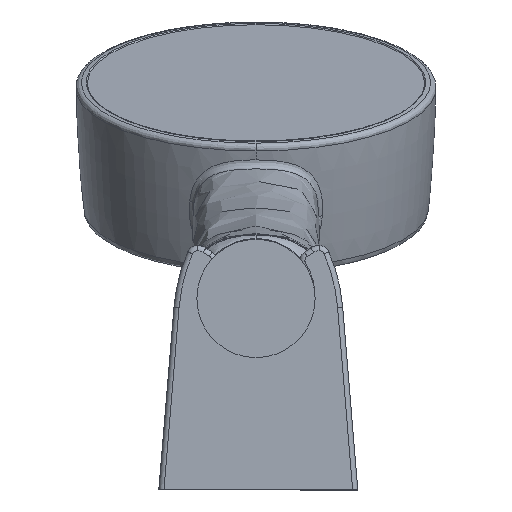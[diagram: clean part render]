
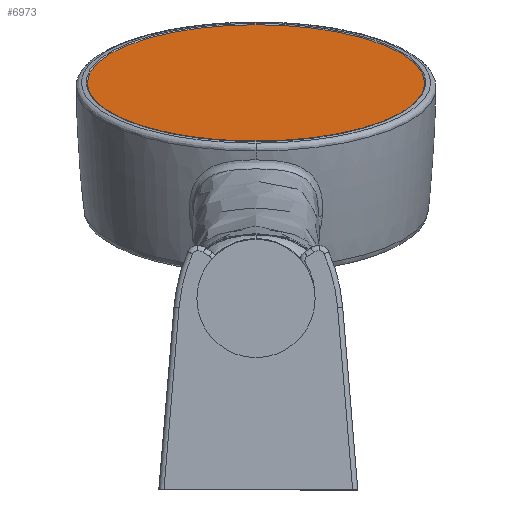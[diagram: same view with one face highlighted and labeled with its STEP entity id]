
A CAD part, front view. The second image highlights one B-rep face of the part: STEP entity #6973.
In plain terms, the highlighted planar face has unit normal (0, -0.346, 0.938).
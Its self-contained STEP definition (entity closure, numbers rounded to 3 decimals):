
#160 = CARTESIAN_POINT ( 'NONE',  ( -32.245, 196.007, 125.757 ) ) ;
#397 = AXIS2_PLACEMENT_3D ( 'NONE', #160, #6334, #9396 ) ;
#1062 = EDGE_CURVE ( 'NONE', #6640, #1570, #8854, .T. ) ;
#1570 = VERTEX_POINT ( 'NONE', #7568 ) ;
#3045 = DIRECTION ( 'NONE',  ( 0., -0.346, 0.938 ) ) ;
#4015 = CARTESIAN_POINT ( 'NONE',  ( -28.022, 130.816, 101.708 ) ) ;
#4122 = PLANE ( 'NONE',  #7480 ) ;
#4252 = DIRECTION ( 'NONE',  ( 0., 0.938, 0.346 ) ) ;
#4353 = FACE_OUTER_BOUND ( 'NONE', #7711, .T. ) ;
#5079 = ORIENTED_EDGE ( 'NONE', *, *, #1062, .T. ) ;
#6334 = DIRECTION ( 'NONE',  ( 0., -0.346, 0.938 ) ) ;
#6640 = VERTEX_POINT ( 'NONE', #8754 ) ;
#6695 = CARTESIAN_POINT ( 'NONE',  ( -32.245, 196.007, 125.757 ) ) ;
#6973 = ADVANCED_FACE ( 'NONE', ( #4353 ), #4122, .F. ) ;
#6998 = DIRECTION ( 'NONE',  ( 0., 0.346, -0.938 ) ) ;
#7480 = AXIS2_PLACEMENT_3D ( 'NONE', #4015, #6998, #4252 ) ;
#7568 = CARTESIAN_POINT ( 'NONE',  ( -32.245, 226.733, 137.091 ) ) ;
#7711 = EDGE_LOOP ( 'NONE', ( #5079, #8670 ) ) ;
#7952 = AXIS2_PLACEMENT_3D ( 'NONE', #6695, #3045, #9176 ) ;
#8670 = ORIENTED_EDGE ( 'NONE', *, *, #8825, .T. ) ;
#8754 = CARTESIAN_POINT ( 'NONE',  ( -32.245, 165.281, 114.422 ) ) ;
#8780 = CIRCLE ( 'NONE', #397, 32.75 ) ;
#8825 = EDGE_CURVE ( 'NONE', #1570, #6640, #8780, .T. ) ;
#8854 = CIRCLE ( 'NONE', #7952, 32.75 ) ;
#9176 = DIRECTION ( 'NONE',  ( 0., 0.938, 0.346 ) ) ;
#9396 = DIRECTION ( 'NONE',  ( 0., 0.938, 0.346 ) ) ;
